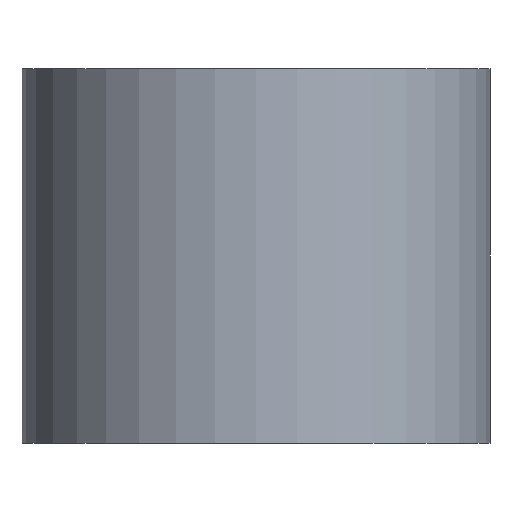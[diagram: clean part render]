
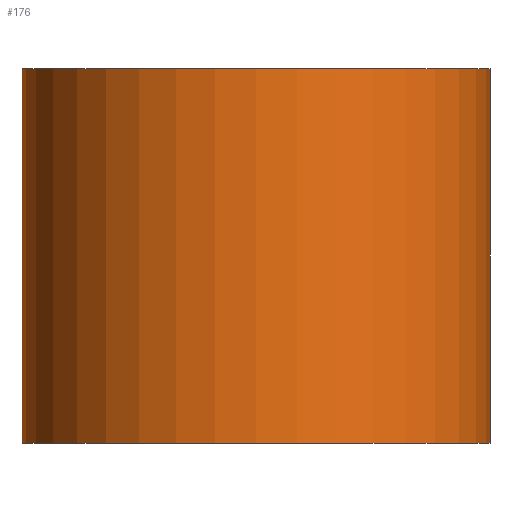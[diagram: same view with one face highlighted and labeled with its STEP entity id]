
A CAD part, front view. The second image highlights one B-rep face of the part: STEP entity #176.
In plain terms, the highlighted cylindrical face has radius 12.5 mm (diameter 25 mm), a partial arc.
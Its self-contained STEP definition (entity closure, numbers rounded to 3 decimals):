
#2 = EDGE_CURVE ( 'NONE', #177, #26, #37, .T. ) ;
#6 = CARTESIAN_POINT ( 'NONE',  ( 12.5, 0., 0. ) ) ;
#7 = EDGE_CURVE ( 'NONE', #26, #132, #306, .T. ) ;
#19 = ORIENTED_EDGE ( 'NONE', *, *, #261, .F. ) ;
#26 = VERTEX_POINT ( 'NONE', #6 ) ;
#36 = CARTESIAN_POINT ( 'NONE',  ( 0., 0., 0. ) ) ;
#37 = CIRCLE ( 'NONE', #195, 12.5 ) ;
#40 = CYLINDRICAL_SURFACE ( 'NONE', #239, 12.5 ) ;
#43 = CARTESIAN_POINT ( 'NONE',  ( 12.5, 0., 20. ) ) ;
#45 = CARTESIAN_POINT ( 'NONE',  ( 0., 0., 20. ) ) ;
#49 = CARTESIAN_POINT ( 'NONE',  ( -12.5, 0., 20. ) ) ;
#64 = CARTESIAN_POINT ( 'NONE',  ( 12.5, 0., 40. ) ) ;
#74 = ORIENTED_EDGE ( 'NONE', *, *, #269, .F. ) ;
#83 = CIRCLE ( 'NONE', #160, 12.5 ) ;
#113 = DIRECTION ( 'NONE',  ( 0., 0., 1. ) ) ;
#126 = DIRECTION ( 'NONE',  ( 0., 0., 1. ) ) ;
#132 = VERTEX_POINT ( 'NONE', #43 ) ;
#138 = DIRECTION ( 'NONE',  ( 1., 0., 0. ) ) ;
#142 = CARTESIAN_POINT ( 'NONE',  ( -12.5, 0., 0. ) ) ;
#144 = CARTESIAN_POINT ( 'NONE',  ( 0., 0., 40. ) ) ;
#152 = DIRECTION ( 'NONE',  ( 1., 0., 0. ) ) ;
#160 = AXIS2_PLACEMENT_3D ( 'NONE', #45, #126, #152 ) ;
#170 = DIRECTION ( 'NONE',  ( 1., 0., 0. ) ) ;
#176 = ADVANCED_FACE ( 'NONE', ( #268 ), #40, .T. ) ;
#177 = VERTEX_POINT ( 'NONE', #142 ) ;
#195 = AXIS2_PLACEMENT_3D ( 'NONE', #36, #113, #138 ) ;
#232 = LINE ( 'NONE', #294, #251 ) ;
#233 = DIRECTION ( 'NONE',  ( 0., 0., 1. ) ) ;
#239 = AXIS2_PLACEMENT_3D ( 'NONE', #144, #245, #170 ) ;
#245 = DIRECTION ( 'NONE',  ( 0., 0., 1. ) ) ;
#251 = VECTOR ( 'NONE', #282, 1000. ) ;
#254 = VERTEX_POINT ( 'NONE', #49 ) ;
#257 = VECTOR ( 'NONE', #233, 1000. ) ;
#260 = ORIENTED_EDGE ( 'NONE', *, *, #7, .T. ) ;
#261 = EDGE_CURVE ( 'NONE', #254, #132, #83, .T. ) ;
#268 = FACE_OUTER_BOUND ( 'NONE', #325, .T. ) ;
#269 = EDGE_CURVE ( 'NONE', #177, #254, #232, .T. ) ;
#282 = DIRECTION ( 'NONE',  ( 0., 0., 1. ) ) ;
#294 = CARTESIAN_POINT ( 'NONE',  ( -12.5, 0., 40. ) ) ;
#306 = LINE ( 'NONE', #64, #257 ) ;
#325 = EDGE_LOOP ( 'NONE', ( #74, #328, #260, #19 ) ) ;
#328 = ORIENTED_EDGE ( 'NONE', *, *, #2, .T. ) ;
